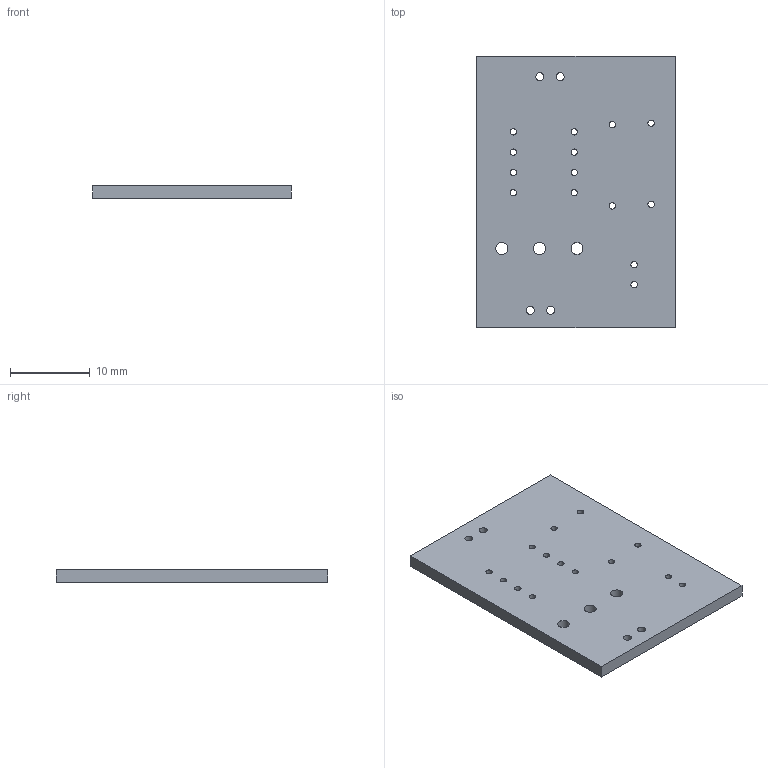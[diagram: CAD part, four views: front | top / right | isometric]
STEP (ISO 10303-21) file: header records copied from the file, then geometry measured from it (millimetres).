
FILE_DESCRIPTION(('KiCad electronic assembly'),'2;1');
FILE_NAME('design.step','2021-12-04T21:06:57',('Pcbnew'),('Kicad'), 'Open CASCADE STEP processor 7.5','KiCad to STEP converter','Unknown' );
FILE_SCHEMA(('AUTOMOTIVE_DESIGN { 1 0 10303 214 1 1 1 1 }'));
Length unit declared in the file: millimetre
Products named in the file (2): design 1; design PCB
Assembly tree (1 placements, depth 2):
  design 1
    design PCB
Bounding box: 24.8 x 33.95 x 1.6 mm (x, y, z)
Volume: 1322.4 mm3; surface area: 1940 mm2
Topology: 1 solids, 1 shells, 27 faces, 75 edges, 50 vertices
Faces by surface type: cylinder 21, plane 6
Full cylindrical faces by diameter (mm): 0.8 x14, 1 x4, 1.5 x3
Entity records: 2123 total; most frequent: CARTESIAN_POINT 556, DIRECTION 283, ORIENTED_EDGE 150, PCURVE 150, DEFINITIONAL_REPRESENTATION 150, LINE 141, VECTOR 141, EDGE_CURVE 75
